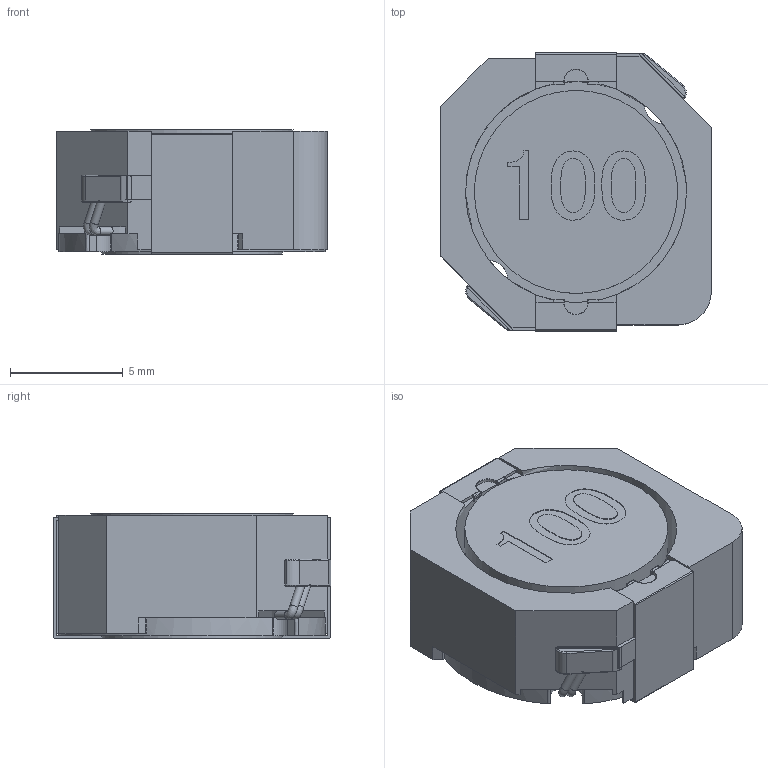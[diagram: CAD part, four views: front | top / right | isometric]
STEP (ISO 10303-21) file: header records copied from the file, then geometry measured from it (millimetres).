
FILE_DESCRIPTION( ('This file contains a STEP AP42 implementation' ,'as created by ZW3D STEP Interface translator.') ,'2;1' );
FILE_NAME( 'CU1206-L(100).stp' ,'14 925.102139', (''), ('ZWCAD Software Co.'), 'Version 1.0', 'ZW3D to STEP translator', '' );
FILE_SCHEMA( ('CONFIG_CONTROL_DESIGN') );
Length unit declared in the file: millimetre
Products named in the file (1): 0
Bounding box: 12 x 12.32 x 5.5 mm (x, y, z)
Volume: 499.9 mm3; surface area: 1055.1 mm2
Topology: 24 solids, 24 shells, 321 faces, 759 edges, 492 vertices
Faces by surface type: bspline 321
Entity records: 11894 total; most frequent: CARTESIAN_POINT 7293, ORIENTED_EDGE 1518, EDGE_CURVE 759, B_SPLINE_CURVE_WITH_KNOTS 579, VERTEX_POINT 492, EDGE_LOOP 329, FACE_OUTER_BOUND 321, ADVANCED_FACE 321
